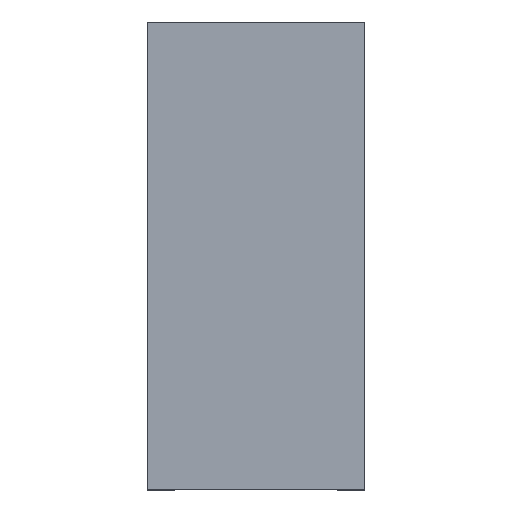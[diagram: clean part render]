
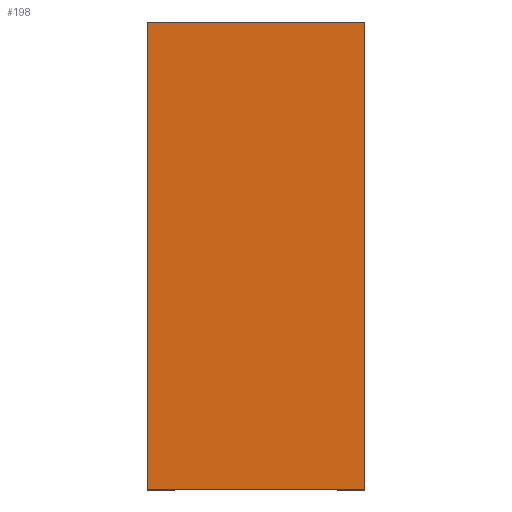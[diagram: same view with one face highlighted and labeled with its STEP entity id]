
A CAD part, top view. The second image highlights one B-rep face of the part: STEP entity #198.
In plain terms, the highlighted planar face has unit normal (0, 0, 1).
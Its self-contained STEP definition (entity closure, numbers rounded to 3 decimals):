
#198=ADVANCED_FACE('',(#874),#876,.T.);
#874=FACE_BOUND('',#875,.T.);
#875=EDGE_LOOP('',(#1407,#1408,#1409,#1410));
#876=PLANE('',#877);
#877=AXIS2_PLACEMENT_3D('',#878,#879,#880);
#878=CARTESIAN_POINT('',(-1.,-4.2,2.8));
#879=DIRECTION('',(0.,0.,1.));
#880=DIRECTION('',(1.,0.,0.));
#1407=ORIENTED_EDGE('',*,*,#1768,.T.);
#1408=ORIENTED_EDGE('',*,*,#1789,.T.);
#1409=ORIENTED_EDGE('',*,*,#1759,.F.);
#1410=ORIENTED_EDGE('',*,*,#1788,.F.);
#1759=EDGE_CURVE('',#1988,#1990,#1991,.T.);
#1768=EDGE_CURVE('',#2005,#2002,#2006,.T.);
#1788=EDGE_CURVE('',#2005,#1988,#2038,.T.);
#1789=EDGE_CURVE('',#2002,#1990,#2039,.T.);
#1988=VERTEX_POINT('',#2380);
#1990=VERTEX_POINT('',#2384);
#1991=LINE('',#2385,#2386);
#2002=VERTEX_POINT('',#2412);
#2005=VERTEX_POINT('',#2417);
#2006=LINE('',#2418,#2419);
#2038=LINE('',#2490,#2491);
#2039=LINE('',#2493,#2494);
#2380=CARTESIAN_POINT('',(-1.,0.1,2.8));
#2384=CARTESIAN_POINT('',(1.,0.1,2.8));
#2385=CARTESIAN_POINT('',(-1.,0.1,2.8));
#2386=VECTOR('',#2387,1.);
#2387=DIRECTION('',(1.,0.,0.));
#2412=CARTESIAN_POINT('',(1.,-4.2,2.8));
#2417=CARTESIAN_POINT('',(-1.,-4.2,2.8));
#2418=CARTESIAN_POINT('',(-1.,-4.2,2.8));
#2419=VECTOR('',#2420,1.);
#2420=DIRECTION('',(1.,0.,0.));
#2490=CARTESIAN_POINT('',(-1.,-4.2,2.8));
#2491=VECTOR('',#2492,1.);
#2492=DIRECTION('',(0.,1.,0.));
#2493=CARTESIAN_POINT('',(1.,-4.2,2.8));
#2494=VECTOR('',#2495,1.);
#2495=DIRECTION('',(0.,1.,0.));
